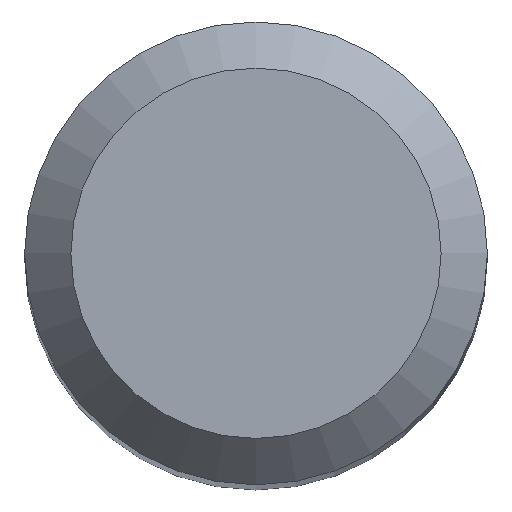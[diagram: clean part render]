
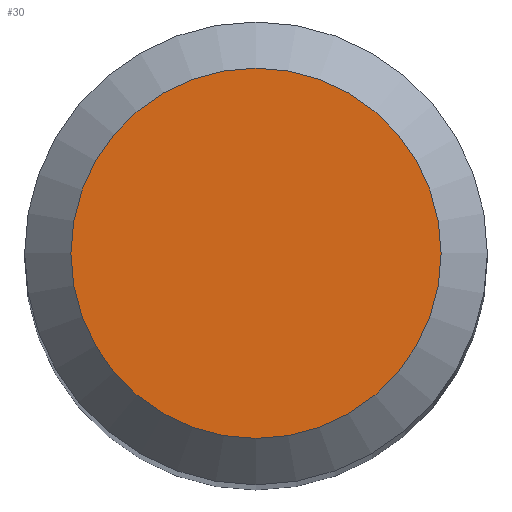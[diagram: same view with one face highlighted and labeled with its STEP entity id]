
A CAD part, top view. The second image highlights one B-rep face of the part: STEP entity #30.
In plain terms, the highlighted planar face has unit normal (0, 0, 1).
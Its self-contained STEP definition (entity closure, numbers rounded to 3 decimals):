
#16 = CIRCLE ( 'NONE', #26, 1.2 ) ;
#26 = AXIS2_PLACEMENT_3D ( 'NONE', #130, #227, #201 ) ;
#30 = ADVANCED_FACE ( 'NONE', ( #258 ), #67, .F. ) ;
#34 = EDGE_LOOP ( 'NONE', ( #142 ) ) ;
#50 = EDGE_CURVE ( 'NONE', #271, #271, #16, .T. ) ;
#67 = PLANE ( 'NONE',  #235 ) ;
#113 = CARTESIAN_POINT ( 'NONE',  ( 0., 0., 38. ) ) ;
#130 = CARTESIAN_POINT ( 'NONE',  ( 0., 0., 38. ) ) ;
#142 = ORIENTED_EDGE ( 'NONE', *, *, #50, .F. ) ;
#155 = DIRECTION ( 'NONE',  ( 0., 1., 0. ) ) ;
#171 = DIRECTION ( 'NONE',  ( 0., 0., -1. ) ) ;
#201 = DIRECTION ( 'NONE',  ( 0., 1., 0. ) ) ;
#217 = CARTESIAN_POINT ( 'NONE',  ( 0., 1.2, 38. ) ) ;
#227 = DIRECTION ( 'NONE',  ( 0., 0., -1. ) ) ;
#235 = AXIS2_PLACEMENT_3D ( 'NONE', #113, #171, #155 ) ;
#258 = FACE_OUTER_BOUND ( 'NONE', #34, .T. ) ;
#271 = VERTEX_POINT ( 'NONE', #217 ) ;
